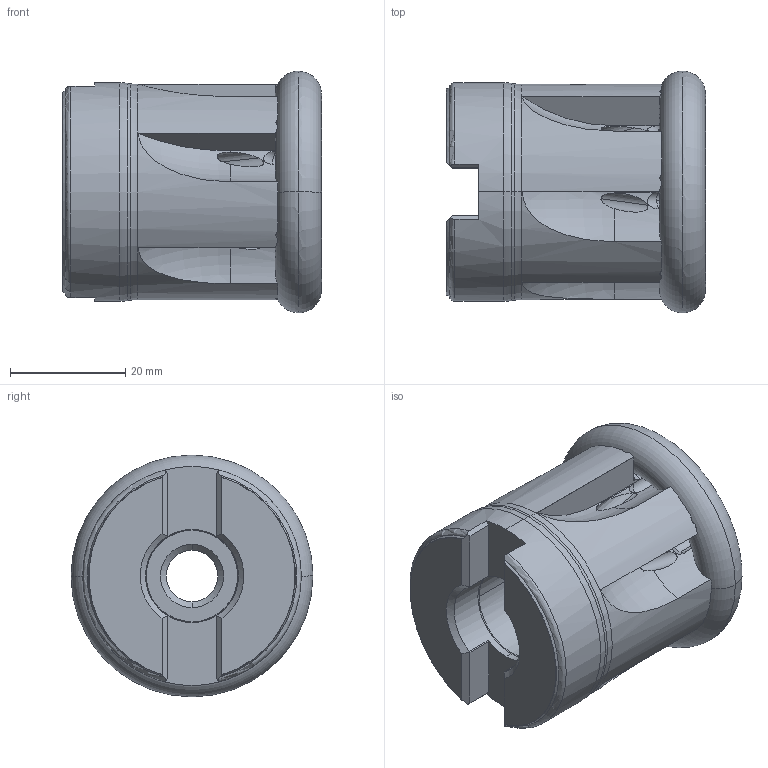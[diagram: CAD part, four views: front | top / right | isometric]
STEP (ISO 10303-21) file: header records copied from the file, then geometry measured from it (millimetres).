
FILE_DESCRIPTION (( 'STEP AP214' ), '1' );
FILE_NAME ('KAF-042-508-6.STEP', '2012-11-20T08:30:50', ( '' ), ( '' ), 'SwSTEP 2.0', 'SolidWorks 2012', '' );
FILE_SCHEMA (( 'AUTOMOTIVE_DESIGN' ));
Length unit declared in the file: millimetre
Products named in the file (1): KAF-042-508-6
Bounding box: 45 x 42 x 42 mm (x, y, z)
Volume: 37283.6 mm3; surface area: 11471.6 mm2
Topology: 1 solids, 1 shells, 204 faces, 641 edges, 416 vertices
Faces by surface type: plane 77, cylinder 73, cone 30, torus 24
Entity records: 8856 total; most frequent: CARTESIAN_POINT 3467, ORIENTED_EDGE 1282, DIRECTION 971, EDGE_CURVE 641, VERTEX_POINT 416, AXIS2_PLACEMENT_3D 384, EDGE_LOOP 207, B_SPLINE_CURVE_WITH_KNOTS 206
